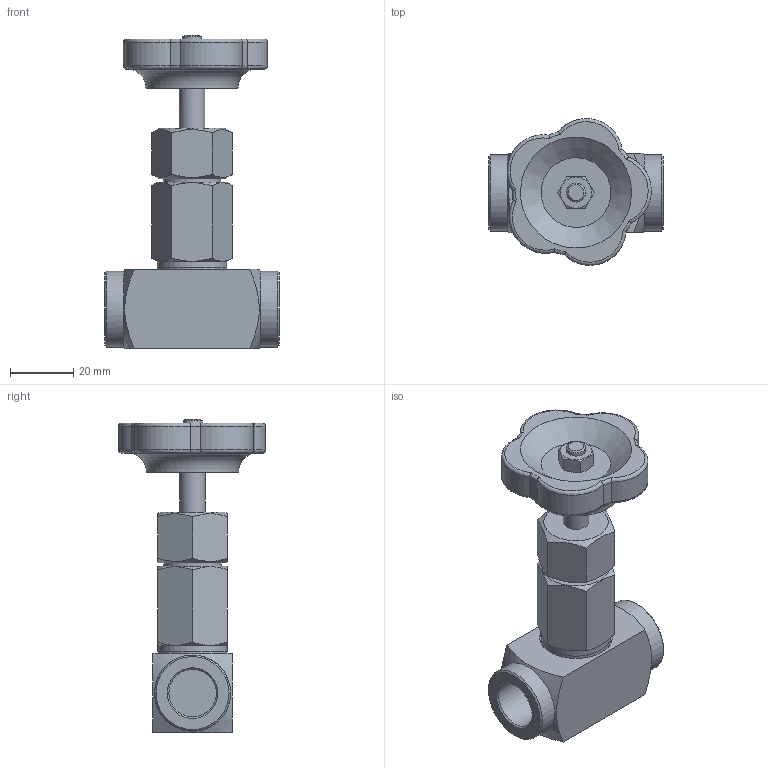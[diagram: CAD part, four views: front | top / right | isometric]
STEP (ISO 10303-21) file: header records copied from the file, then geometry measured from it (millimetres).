
FILE_DESCRIPTION(/* description */ ('Unknown','CAx-IF Rec.Pracs.---Representation and Presentation of Product Manufacturing Information (PMI)---4.0---2014-10-13','CAx-IF Rec.Pracs.---3D Tessellated Geometry---0.4---2014-09-14','2;1'),/* implementation_level */ '2;1');
FILE_NAME(/* name */ '10110B033',/* time_stamp */ '2024-05-23T07:14:29+02:00',/* author */ ('Unknown'),/* organization */ ('Unknown'),/* preprocessor_version */ 'ST-DEVELOPER v16.7',/* originating_system */ 'Solid Edge',/* authorisation */ 'Unknown');
FILE_SCHEMA (('AP242_MANAGED_MODEL_BASED_3D_ENGINEERING_MIM_LF { 1 0 10303 442 1 1 4 }'));
Length unit declared in the file: millimetre
Products named in the file (1): Part6
Bounding box: 55 x 46.24 x 98.8 mm (x, y, z)
Volume: 61731.3 mm3; surface area: 17137.1 mm2
Topology: 1 solids, 3 shells, 140 faces, 341 edges, 211 vertices
Faces by surface type: plane 68, cylinder 28, cone 23, torus 21
Full cylindrical faces by diameter (mm): 6 x2, 8 x1, 14.95 x4, 18 x3, 18.2 x1, 21 x1, 21.8 x1, 21.9 x1, 23 x1, 24 x2
Entity records: 4977 total; most frequent: CARTESIAN_POINT 997, DIRECTION 606, ORIENTED_EDGE 582, EDGE_CURVE 291, AXIS2_PLACEMENT_3D 255, VERTEX_POINT 195, FACE_BOUND 188, EDGE_LOOP 187
